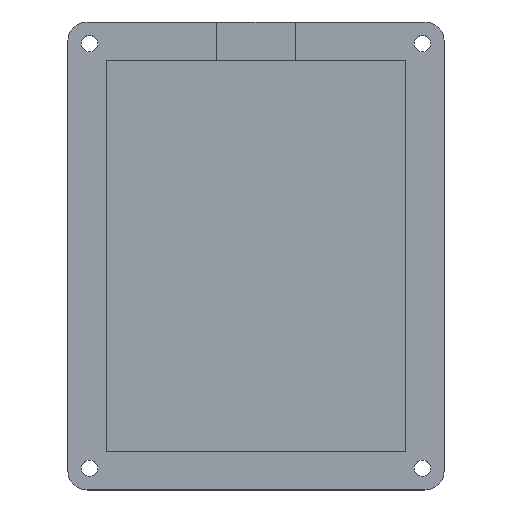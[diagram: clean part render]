
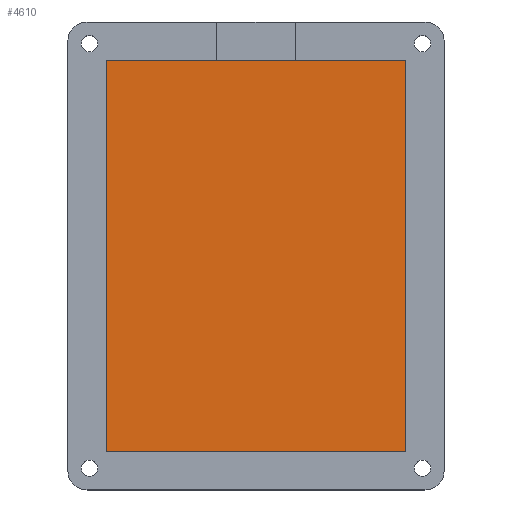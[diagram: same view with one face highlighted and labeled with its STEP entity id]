
A CAD part, top view. The second image highlights one B-rep face of the part: STEP entity #4610.
In plain terms, the highlighted planar face has unit normal (0, 0, 1).
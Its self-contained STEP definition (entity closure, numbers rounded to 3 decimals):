
#104=PLANE('',#4802);
#251=FACE_OUTER_BOUND('',#519,.T.);
#519=EDGE_LOOP('',(#3449,#3450,#3451,#3452));
#809=LINE('',#7093,#1114);
#811=LINE('',#7097,#1116);
#813=LINE('',#7101,#1118);
#815=LINE('',#7104,#1120);
#1114=VECTOR('',#5015,10.);
#1116=VECTOR('',#5019,10.);
#1118=VECTOR('',#5023,10.);
#1120=VECTOR('',#5027,10.);
#1882=VERTEX_POINT('',#7090);
#1883=VERTEX_POINT('',#7092);
#1884=VERTEX_POINT('',#7096);
#1885=VERTEX_POINT('',#7100);
#2449=EDGE_CURVE('',#1883,#1882,#809,.T.);
#2451=EDGE_CURVE('',#1884,#1883,#811,.T.);
#2453=EDGE_CURVE('',#1885,#1884,#813,.T.);
#2455=EDGE_CURVE('',#1882,#1885,#815,.T.);
#3449=ORIENTED_EDGE('',*,*,#2455,.T.);
#3450=ORIENTED_EDGE('',*,*,#2453,.T.);
#3451=ORIENTED_EDGE('',*,*,#2451,.T.);
#3452=ORIENTED_EDGE('',*,*,#2449,.T.);
#4610=ADVANCED_FACE('',(#251),#104,.T.);
#4802=AXIS2_PLACEMENT_3D('',#7105,#5028,#5029);
#5015=DIRECTION('',(0.,-1.,0.));
#5019=DIRECTION('',(-1.,0.,0.));
#5023=DIRECTION('',(0.,1.,0.));
#5027=DIRECTION('',(1.,0.,0.));
#5028=DIRECTION('center_axis',(0.,0.,1.));
#5029=DIRECTION('ref_axis',(1.,0.,0.));
#7090=CARTESIAN_POINT('',(-31.157,-40.682,3.));
#7092=CARTESIAN_POINT('',(-31.157,40.682,3.));
#7093=CARTESIAN_POINT('',(-31.157,-40.682,3.));
#7096=CARTESIAN_POINT('',(31.157,40.682,3.));
#7097=CARTESIAN_POINT('',(-31.157,40.682,3.));
#7100=CARTESIAN_POINT('',(31.157,-40.682,3.));
#7101=CARTESIAN_POINT('',(31.157,40.682,3.));
#7104=CARTESIAN_POINT('',(31.157,-40.682,3.));
#7105=CARTESIAN_POINT('Origin',(0.,0.,3.));
